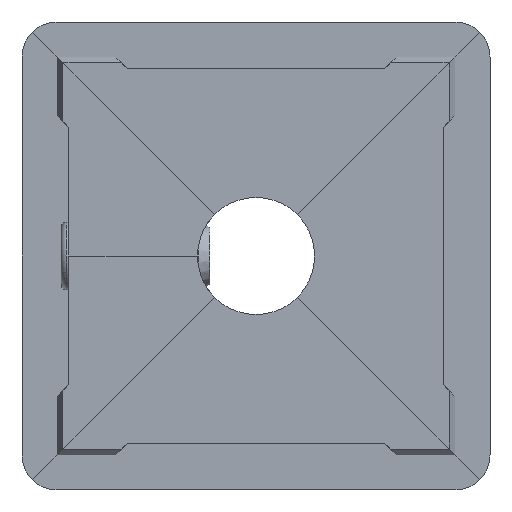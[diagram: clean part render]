
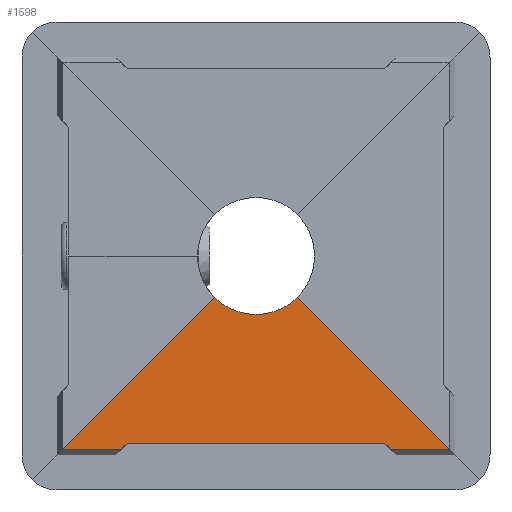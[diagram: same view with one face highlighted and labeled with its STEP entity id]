
A CAD part, front view. The second image highlights one B-rep face of the part: STEP entity #1598.
In plain terms, the highlighted planar face has unit normal (0, -1, 0).
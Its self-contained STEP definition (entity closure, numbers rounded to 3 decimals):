
#41 = CARTESIAN_POINT ( 'NONE',  ( 11.5, 0., -16.5 ) ) ;
#320 = DIRECTION ( 'NONE',  ( 1., 0., 0. ) ) ;
#344 = DIRECTION ( 'NONE',  ( 0.707, 0., -0.707 ) ) ;
#368 = VERTEX_POINT ( 'NONE', #1936 ) ;
#422 = VECTOR ( 'NONE', #894, 1000. ) ;
#510 = VERTEX_POINT ( 'NONE', #41 ) ;
#521 = EDGE_CURVE ( 'NONE', #510, #1032, #4278, .T. ) ;
#544 = CARTESIAN_POINT ( 'NONE',  ( -20.35, 0., 0. ) ) ;
#593 = VECTOR ( 'NONE', #781, 1000. ) ;
#668 = VECTOR ( 'NONE', #4164, 1000. ) ;
#701 = EDGE_CURVE ( 'NONE', #368, #4591, #3873, .T. ) ;
#781 = DIRECTION ( 'NONE',  ( -0.707, 0., -0.707 ) ) ;
#804 = LINE ( 'NONE', #3720, #593 ) ;
#807 = ORIENTED_EDGE ( 'NONE', *, *, #3593, .F. ) ;
#866 = ORIENTED_EDGE ( 'NONE', *, *, #1895, .T. ) ;
#894 = DIRECTION ( 'NONE',  ( 1., 0., 0. ) ) ;
#920 = CARTESIAN_POINT ( 'NONE',  ( 0., 0., 0. ) ) ;
#945 = LINE ( 'NONE', #3585, #1268 ) ;
#971 = CIRCLE ( 'NONE', #4562, 5. ) ;
#977 = VERTEX_POINT ( 'NONE', #3012 ) ;
#1032 = VERTEX_POINT ( 'NONE', #4488 ) ;
#1147 = VERTEX_POINT ( 'NONE', #3537 ) ;
#1243 = CARTESIAN_POINT ( 'NONE',  ( -12.675, 0., 7.675 ) ) ;
#1268 = VECTOR ( 'NONE', #320, 1000. ) ;
#1398 = VECTOR ( 'NONE', #1723, 1000. ) ;
#1567 = DIRECTION ( 'NONE',  ( 0., 0., 1. ) ) ;
#1588 = ORIENTED_EDGE ( 'NONE', *, *, #4110, .T. ) ;
#1598 = ADVANCED_FACE ( 'NONE', ( #4165 ), #2350, .F. ) ;
#1661 = VECTOR ( 'NONE', #1739, 1000. ) ;
#1723 = DIRECTION ( 'NONE',  ( -0.707, 0., -0.707 ) ) ;
#1739 = DIRECTION ( 'NONE',  ( -1., 0., 0. ) ) ;
#1753 = ORIENTED_EDGE ( 'NONE', *, *, #3119, .F. ) ;
#1895 = EDGE_CURVE ( 'NONE', #4424, #2437, #2408, .T. ) ;
#1936 = CARTESIAN_POINT ( 'NONE',  ( -3.536, 0., -3.536 ) ) ;
#1986 = DIRECTION ( 'NONE',  ( 0., 1., 0. ) ) ;
#1989 = EDGE_LOOP ( 'NONE', ( #4052, #866, #2697, #3047, #1588, #1753, #3735, #807, #4604 ) ) ;
#2293 = LINE ( 'NONE', #1243, #668 ) ;
#2350 = PLANE ( 'NONE',  #3263 ) ;
#2398 = DIRECTION ( 'NONE',  ( 0., 1., 0. ) ) ;
#2408 = CIRCLE ( 'NONE', #3635, 5. ) ;
#2437 = VERTEX_POINT ( 'NONE', #3778 ) ;
#2478 = LINE ( 'NONE', #4213, #1661 ) ;
#2660 = EDGE_CURVE ( 'NONE', #4424, #1032, #4320, .T. ) ;
#2684 = CARTESIAN_POINT ( 'NONE',  ( 0., 0., 0. ) ) ;
#2686 = DIRECTION ( 'NONE',  ( 0., 1., 0. ) ) ;
#2697 = ORIENTED_EDGE ( 'NONE', *, *, #4429, .T. ) ;
#2709 = DIRECTION ( 'NONE',  ( 0., 0., 1. ) ) ;
#2722 = CARTESIAN_POINT ( 'NONE',  ( -10.175, 0., -10.175 ) ) ;
#2819 = CARTESIAN_POINT ( 'NONE',  ( 11., 0., -16. ) ) ;
#2863 = DIRECTION ( 'NONE',  ( 0., 0., 1. ) ) ;
#3012 = CARTESIAN_POINT ( 'NONE',  ( -11.5, 0., -16.5 ) ) ;
#3047 = ORIENTED_EDGE ( 'NONE', *, *, #701, .T. ) ;
#3105 = CARTESIAN_POINT ( 'NONE',  ( 3.536, 0., -3.536 ) ) ;
#3119 = EDGE_CURVE ( 'NONE', #1147, #977, #804, .T. ) ;
#3263 = AXIS2_PLACEMENT_3D ( 'NONE', #544, #1986, #2863 ) ;
#3290 = EDGE_CURVE ( 'NONE', #4200, #1147, #2478, .T. ) ;
#3537 = CARTESIAN_POINT ( 'NONE',  ( -11., 0., -16. ) ) ;
#3585 = CARTESIAN_POINT ( 'NONE',  ( -20.35, 0., -16.5 ) ) ;
#3593 = EDGE_CURVE ( 'NONE', #510, #4200, #2293, .T. ) ;
#3635 = AXIS2_PLACEMENT_3D ( 'NONE', #920, #2686, #2709 ) ;
#3720 = CARTESIAN_POINT ( 'NONE',  ( -11., 0., -16. ) ) ;
#3735 = ORIENTED_EDGE ( 'NONE', *, *, #3290, .F. ) ;
#3778 = CARTESIAN_POINT ( 'NONE',  ( 0., 0., -5. ) ) ;
#3869 = VECTOR ( 'NONE', #344, 1000. ) ;
#3873 = LINE ( 'NONE', #2722, #1398 ) ;
#3964 = CARTESIAN_POINT ( 'NONE',  ( -10.175, 0., 10.175 ) ) ;
#4052 = ORIENTED_EDGE ( 'NONE', *, *, #2660, .F. ) ;
#4110 = EDGE_CURVE ( 'NONE', #4591, #977, #945, .T. ) ;
#4164 = DIRECTION ( 'NONE',  ( -0.707, 0., 0.707 ) ) ;
#4165 = FACE_OUTER_BOUND ( 'NONE', #1989, .T. ) ;
#4200 = VERTEX_POINT ( 'NONE', #2819 ) ;
#4213 = CARTESIAN_POINT ( 'NONE',  ( 11., 0., -16. ) ) ;
#4278 = LINE ( 'NONE', #4618, #422 ) ;
#4320 = LINE ( 'NONE', #3964, #3869 ) ;
#4424 = VERTEX_POINT ( 'NONE', #3105 ) ;
#4429 = EDGE_CURVE ( 'NONE', #2437, #368, #971, .T. ) ;
#4488 = CARTESIAN_POINT ( 'NONE',  ( 16.5, 0., -16.5 ) ) ;
#4520 = CARTESIAN_POINT ( 'NONE',  ( -16.5, 0., -16.5 ) ) ;
#4562 = AXIS2_PLACEMENT_3D ( 'NONE', #2684, #2398, #1567 ) ;
#4591 = VERTEX_POINT ( 'NONE', #4520 ) ;
#4604 = ORIENTED_EDGE ( 'NONE', *, *, #521, .T. ) ;
#4618 = CARTESIAN_POINT ( 'NONE',  ( -20.35, 0., -16.5 ) ) ;
